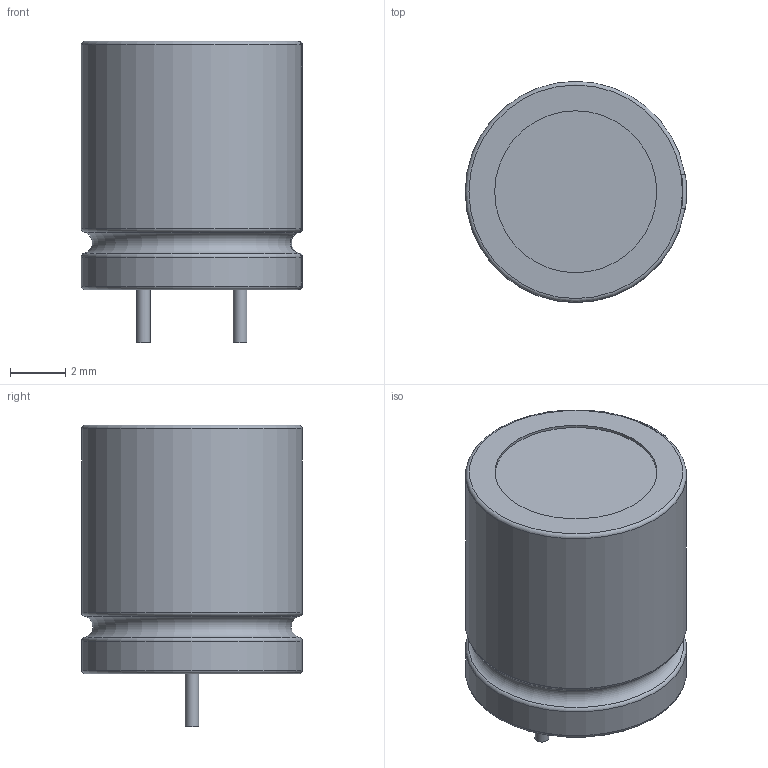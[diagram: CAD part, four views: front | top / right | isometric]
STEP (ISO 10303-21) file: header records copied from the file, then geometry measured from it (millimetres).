
FILE_DESCRIPTION(/* description */ (''),/* implementation_level */ '2;1');
FILE_NAME(/* name */ 'C_D8xL9_P3.5.step',/* time_stamp */ '2024-09-04T10:02:31+06:00',/* author */ (''),/* organization */ (''),/* preprocessor_version */ 'ST-DEVELOPER v20',/* originating_system */ 'Autodesk Translation Framework v13.14.0.145',/* authorisation */ '');
FILE_SCHEMA (('AUTOMOTIVE_DESIGN { 1 0 10303 214 3 1 1 }'));
Length unit declared in the file: millimetre
Products named in the file (2): (Unsaved); Model
Assembly tree (1 placements, depth 2):
  (Unsaved)
    Model
Bounding box: 8.02 x 8 x 10.92 mm (x, y, z)
Volume: 444.3 mm3; surface area: 378.1 mm2
Topology: 13 solids, 13 shells, 89 faces, 180 edges, 118 vertices
Faces by surface type: plane 47, cylinder 27, torus 15
Full cylindrical faces by diameter (mm): 0.5 x2, 5.867 x1, 8 x2
Entity records: 2435 total; most frequent: DIRECTION 455, CARTESIAN_POINT 390, ORIENTED_EDGE 360, AXIS2_PLACEMENT_3D 183, EDGE_CURVE 180, VERTEX_POINT 118, CIRCLE 91, EDGE_LOOP 90
